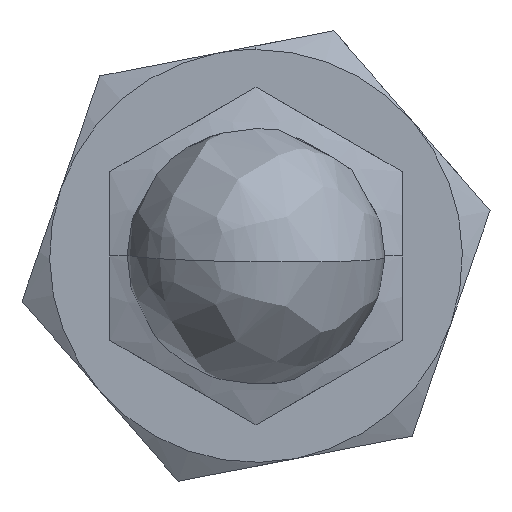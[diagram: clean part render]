
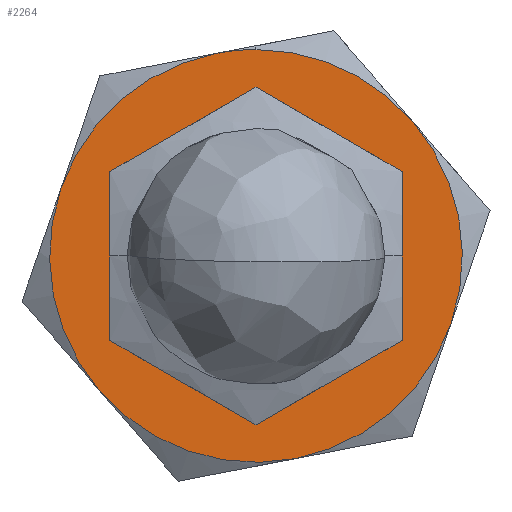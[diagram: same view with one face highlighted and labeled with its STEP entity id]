
A CAD part, front view. The second image highlights one B-rep face of the part: STEP entity #2264.
In plain terms, the highlighted planar face has unit normal (0, -1, 0).
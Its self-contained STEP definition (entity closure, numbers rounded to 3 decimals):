
#115 = CARTESIAN_POINT ( 'NONE',  ( 0., 86.82, 8. ) ) ;
#116 = VERTEX_POINT ( 'NONE', #762 ) ;
#185 = EDGE_CURVE ( 'NONE', #2179, #1774, #1301, .T. ) ;
#218 = CIRCLE ( 'NONE', #657, 12. ) ;
#236 = ORIENTED_EDGE ( 'NONE', *, *, #185, .F. ) ;
#248 = CARTESIAN_POINT ( 'NONE',  ( 0., 86.82, 0. ) ) ;
#266 = DIRECTION ( 'NONE',  ( 0., 1., 0. ) ) ;
#307 = AXIS2_PLACEMENT_3D ( 'NONE', #814, #2372, #1041 ) ;
#373 = VERTEX_POINT ( 'NONE', #2451 ) ;
#382 = AXIS2_PLACEMENT_3D ( 'NONE', #2604, #1246, #2837 ) ;
#437 = ORIENTED_EDGE ( 'NONE', *, *, #1290, .F. ) ;
#470 = DIRECTION ( 'NONE',  ( 0., 0., 1. ) ) ;
#478 = AXIS2_PLACEMENT_3D ( 'NONE', #1248, #2839, #1476 ) ;
#505 = DIRECTION ( 'NONE',  ( 0., 1., 0. ) ) ;
#600 = DIRECTION ( 'NONE',  ( 0., 1., 0. ) ) ;
#619 = ORIENTED_EDGE ( 'NONE', *, *, #1225, .F. ) ;
#657 = AXIS2_PLACEMENT_3D ( 'NONE', #1605, #266, #1837 ) ;
#663 = ORIENTED_EDGE ( 'NONE', *, *, #986, .F. ) ;
#681 = AXIS2_PLACEMENT_3D ( 'NONE', #1941, #600, #2160 ) ;
#684 = EDGE_LOOP ( 'NONE', ( #437, #2146, #619, #236, #2654, #1495, #663 ) ) ;
#691 = DIRECTION ( 'NONE',  ( 0., 1., 0. ) ) ;
#706 = DIRECTION ( 'NONE',  ( 0., 1., 0. ) ) ;
#754 = EDGE_CURVE ( 'NONE', #1154, #373, #2658, .T. ) ;
#762 = CARTESIAN_POINT ( 'NONE',  ( -11.341, 86.82, 3.922 ) ) ;
#814 = CARTESIAN_POINT ( 'NONE',  ( 0., 86.82, 0. ) ) ;
#981 = CIRCLE ( 'NONE', #2025, 12. ) ;
#986 = EDGE_CURVE ( 'NONE', #1581, #116, #2180, .T. ) ;
#1004 = EDGE_CURVE ( 'NONE', #373, #1154, #2802, .T. ) ;
#1041 = DIRECTION ( 'NONE',  ( 0., 0., 1. ) ) ;
#1113 = AXIS2_PLACEMENT_3D ( 'NONE', #2034, #691, #2256 ) ;
#1154 = VERTEX_POINT ( 'NONE', #115 ) ;
#1225 = EDGE_CURVE ( 'NONE', #1774, #1632, #1497, .T. ) ;
#1236 = VERTEX_POINT ( 'NONE', #1474 ) ;
#1246 = DIRECTION ( 'NONE',  ( 0., 1., 0. ) ) ;
#1248 = CARTESIAN_POINT ( 'NONE',  ( -9.076, 86.82, 10.47 ) ) ;
#1290 = EDGE_CURVE ( 'NONE', #1236, #1581, #1430, .T. ) ;
#1301 = CIRCLE ( 'NONE', #307, 12. ) ;
#1324 = DIRECTION ( 'NONE',  ( 0., 1., 0. ) ) ;
#1379 = CARTESIAN_POINT ( 'NONE',  ( -2.274, 86.82, 11.783 ) ) ;
#1416 = AXIS2_PLACEMENT_3D ( 'NONE', #2040, #706, #2265 ) ;
#1430 = CIRCLE ( 'NONE', #681, 12. ) ;
#1474 = CARTESIAN_POINT ( 'NONE',  ( 2.274, 86.82, -11.783 ) ) ;
#1476 = DIRECTION ( 'NONE',  ( 0., 0., 1. ) ) ;
#1480 = CARTESIAN_POINT ( 'NONE',  ( 9.067, 86.82, 7.86 ) ) ;
#1495 = ORIENTED_EDGE ( 'NONE', *, *, #2177, .F. ) ;
#1497 = CIRCLE ( 'NONE', #382, 12. ) ;
#1581 = VERTEX_POINT ( 'NONE', #1888 ) ;
#1605 = CARTESIAN_POINT ( 'NONE',  ( 0., 86.82, 0. ) ) ;
#1632 = VERTEX_POINT ( 'NONE', #1925 ) ;
#1679 = ORIENTED_EDGE ( 'NONE', *, *, #1004, .T. ) ;
#1774 = VERTEX_POINT ( 'NONE', #1480 ) ;
#1815 = DIRECTION ( 'NONE',  ( 0., 1., 0. ) ) ;
#1837 = DIRECTION ( 'NONE',  ( 0., 0., 1. ) ) ;
#1843 = CARTESIAN_POINT ( 'NONE',  ( 0., 86.82, 0. ) ) ;
#1888 = CARTESIAN_POINT ( 'NONE',  ( -9.067, 86.82, -7.86 ) ) ;
#1925 = CARTESIAN_POINT ( 'NONE',  ( 11.341, 86.82, -3.922 ) ) ;
#1941 = CARTESIAN_POINT ( 'NONE',  ( 0., 86.82, 0. ) ) ;
#2025 = AXIS2_PLACEMENT_3D ( 'NONE', #2678, #1324, #2907 ) ;
#2030 = FACE_BOUND ( 'NONE', #2872, .T. ) ;
#2034 = CARTESIAN_POINT ( 'NONE',  ( 0., 86.82, 0. ) ) ;
#2040 = CARTESIAN_POINT ( 'NONE',  ( 0., 86.82, 0. ) ) ;
#2051 = DIRECTION ( 'NONE',  ( 0., 0., -1. ) ) ;
#2146 = ORIENTED_EDGE ( 'NONE', *, *, #2582, .F. ) ;
#2160 = DIRECTION ( 'NONE',  ( 0., 0., 1. ) ) ;
#2177 = EDGE_CURVE ( 'NONE', #116, #2626, #981, .T. ) ;
#2179 = VERTEX_POINT ( 'NONE', #2670 ) ;
#2180 = CIRCLE ( 'NONE', #1113, 12. ) ;
#2201 = CIRCLE ( 'NONE', #2676, 12. ) ;
#2256 = DIRECTION ( 'NONE',  ( 0., 0., 1. ) ) ;
#2264 = ADVANCED_FACE ( 'NONE', ( #2030, #2635 ), #2456, .F. ) ;
#2265 = DIRECTION ( 'NONE',  ( 0., 0., -1. ) ) ;
#2275 = AXIS2_PLACEMENT_3D ( 'NONE', #1843, #505, #2051 ) ;
#2372 = DIRECTION ( 'NONE',  ( 0., 1., 0. ) ) ;
#2451 = CARTESIAN_POINT ( 'NONE',  ( 0., 86.82, -8. ) ) ;
#2456 = PLANE ( 'NONE',  #478 ) ;
#2506 = EDGE_CURVE ( 'NONE', #2626, #2179, #2201, .T. ) ;
#2582 = EDGE_CURVE ( 'NONE', #1632, #1236, #218, .T. ) ;
#2604 = CARTESIAN_POINT ( 'NONE',  ( 0., 86.82, 0. ) ) ;
#2626 = VERTEX_POINT ( 'NONE', #1379 ) ;
#2635 = FACE_OUTER_BOUND ( 'NONE', #684, .T. ) ;
#2654 = ORIENTED_EDGE ( 'NONE', *, *, #2506, .F. ) ;
#2658 = CIRCLE ( 'NONE', #2275, 8. ) ;
#2670 = CARTESIAN_POINT ( 'NONE',  ( 0., 86.82, 12. ) ) ;
#2676 = AXIS2_PLACEMENT_3D ( 'NONE', #248, #1815, #470 ) ;
#2678 = CARTESIAN_POINT ( 'NONE',  ( 0., 86.82, 0. ) ) ;
#2802 = CIRCLE ( 'NONE', #1416, 8. ) ;
#2837 = DIRECTION ( 'NONE',  ( 0., 0., 1. ) ) ;
#2839 = DIRECTION ( 'NONE',  ( 0., 1., 0. ) ) ;
#2868 = ORIENTED_EDGE ( 'NONE', *, *, #754, .T. ) ;
#2872 = EDGE_LOOP ( 'NONE', ( #1679, #2868 ) ) ;
#2907 = DIRECTION ( 'NONE',  ( 0., 0., 1. ) ) ;
